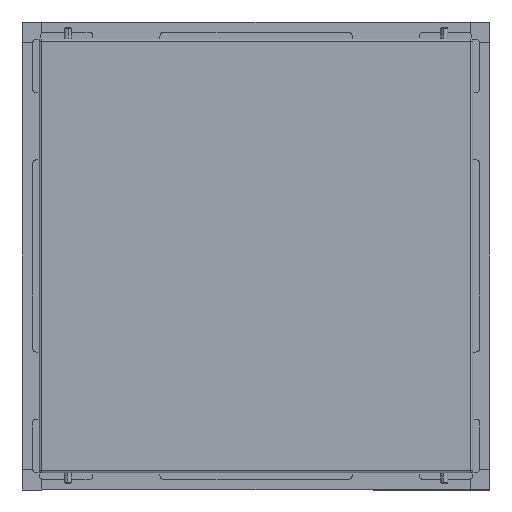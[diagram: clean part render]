
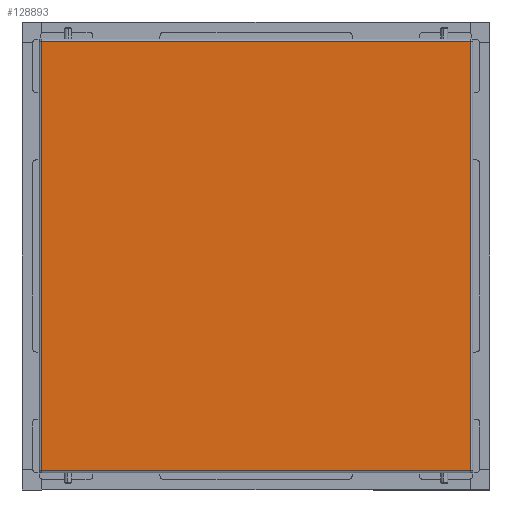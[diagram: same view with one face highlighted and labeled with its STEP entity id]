
A CAD part, front view. The second image highlights one B-rep face of the part: STEP entity #128893.
In plain terms, the highlighted face is planar.
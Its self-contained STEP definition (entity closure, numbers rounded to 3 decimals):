
#7358 = PLANE ( 'NONE',  #65844 ) ;
#15833 = CARTESIAN_POINT ( 'NONE',  ( 412.81, -298.421, -12.845 ) ) ;
#17109 = ORIENTED_EDGE ( 'NONE', *, *, #35148, .T. ) ;
#23751 = VERTEX_POINT ( 'NONE', #67692 ) ;
#24439 = VECTOR ( 'NONE', #51437, 1000. ) ;
#35148 = EDGE_CURVE ( 'Defeature completata1_49+Defeature completata1_90+Defeature completata1_91+Defeature completata1_95', #23751, #88334, #90607, .T. ) ;
#47607 = DIRECTION ( 'NONE',  ( 1., 0., 0. ) ) ;
#48619 = EDGE_LOOP ( 'NONE', ( #17109, #70151, #51586, #215245 ) ) ;
#51437 = DIRECTION ( 'NONE',  ( 0., 1., 0. ) ) ;
#51586 = ORIENTED_EDGE ( 'NONE', *, *, #100936, .T. ) ;
#53396 = EDGE_CURVE ( 'Defeature completata1_49+Defeature completata1_91+Defeature completata1_96+Defeature completata1_90', #163301, #23751, #86479, .T. ) ;
#60242 = DIRECTION ( 'NONE',  ( 0., 0., 1. ) ) ;
#63143 = CARTESIAN_POINT ( 'NONE',  ( -132.39, 246.779, -12.845 ) ) ;
#65844 = AXIS2_PLACEMENT_3D ( 'NONE', #217320, #60242, #200177 ) ;
#67692 = CARTESIAN_POINT ( 'NONE',  ( 412.81, 246.779, -12.845 ) ) ;
#70151 = ORIENTED_EDGE ( 'NONE', *, *, #122783, .T. ) ;
#84733 = VECTOR ( 'NONE', #47607, 1000. ) ;
#86479 = LINE ( 'NONE', #206998, #84733 ) ;
#88334 = VERTEX_POINT ( 'NONE', #15833 ) ;
#90607 = LINE ( 'NONE', #104356, #160754 ) ;
#100936 = EDGE_CURVE ( 'Defeature completata1_49+Defeature completata1_96+Defeature completata1_95+Defeature completata1_91', #176433, #163301, #140732, .T. ) ;
#104356 = CARTESIAN_POINT ( 'NONE',  ( 412.81, -300.821, -12.845 ) ) ;
#122783 = EDGE_CURVE ( 'Defeature completata1_49+Defeature completata1_95+Defeature completata1_90+Defeature completata1_96', #88334, #176433, #211826, .T. ) ;
#128893 = ADVANCED_FACE ( 'Defeature completata1_49', ( #163436 ), #7358, .F. ) ;
#140732 = LINE ( 'NONE', #177487, #24439 ) ;
#160754 = VECTOR ( 'NONE', #227042, 1000. ) ;
#163301 = VERTEX_POINT ( 'NONE', #63143 ) ;
#163436 = FACE_OUTER_BOUND ( 'NONE', #48619, .T. ) ;
#163539 = CARTESIAN_POINT ( 'NONE',  ( -134.79, -298.421, -12.845 ) ) ;
#176433 = VERTEX_POINT ( 'NONE', #219541 ) ;
#177487 = CARTESIAN_POINT ( 'NONE',  ( -132.39, -300.821, -12.845 ) ) ;
#179608 = DIRECTION ( 'NONE',  ( -1., 0., 0. ) ) ;
#191412 = VECTOR ( 'NONE', #179608, 1000. ) ;
#200177 = DIRECTION ( 'NONE',  ( 0., -1., 0. ) ) ;
#206998 = CARTESIAN_POINT ( 'NONE',  ( -134.79, 246.779, -12.845 ) ) ;
#211826 = LINE ( 'NONE', #163539, #191412 ) ;
#215245 = ORIENTED_EDGE ( 'NONE', *, *, #53396, .T. ) ;
#217320 = CARTESIAN_POINT ( 'NONE',  ( -134.79, -300.821, -12.845 ) ) ;
#219541 = CARTESIAN_POINT ( 'NONE',  ( -132.39, -298.421, -12.845 ) ) ;
#227042 = DIRECTION ( 'NONE',  ( 0., -1., 0. ) ) ;
